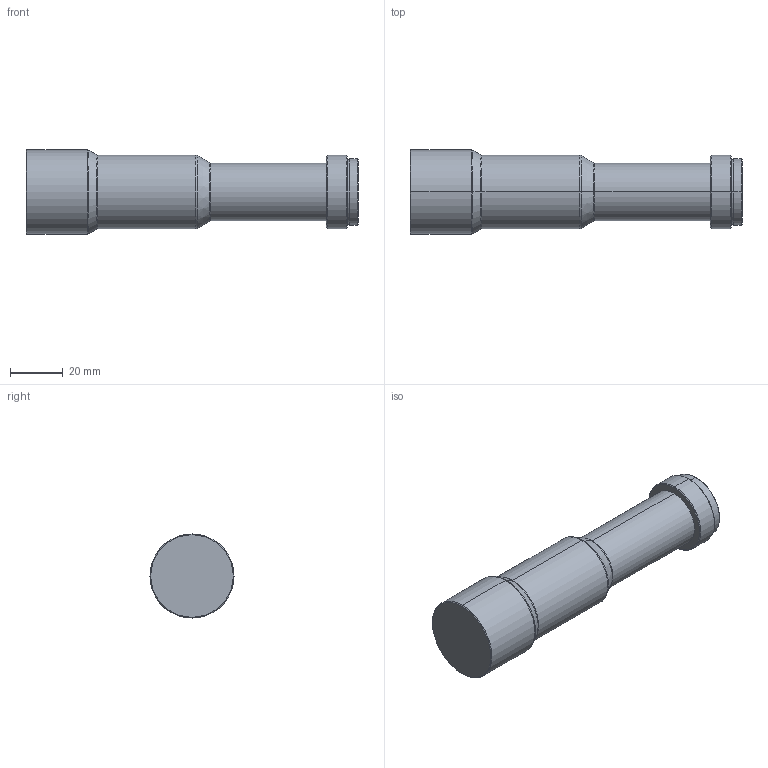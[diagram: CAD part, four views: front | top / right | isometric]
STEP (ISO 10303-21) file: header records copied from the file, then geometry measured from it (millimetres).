
FILE_DESCRIPTION (( 'STEP AP203' ), '1' );
FILE_NAME ('WWH15-108ATV3.STEP', '2021-09-09T07:47:30', ( '' ), ( '' ), 'SwSTEP 2.0', 'SolidWorks 2017', '' );
FILE_SCHEMA (( 'CONFIG_CONTROL_DESIGN' ));
Length unit declared in the file: millimetre
Products named in the file (1): WWH15-108ATV3
Bounding box: 126.4 x 32 x 32 mm (x, y, z)
Volume: 71064.9 mm3; surface area: 12300.1 mm2
Topology: 1 solids, 1 shells, 37 faces, 72 edges, 40 vertices
Faces by surface type: cone 12, cylinder 12, torus 8, plane 5
Entity records: 1019 total; most frequent: DIRECTION 196, CARTESIAN_POINT 150, ORIENTED_EDGE 144, AXIS2_PLACEMENT_3D 86, EDGE_CURVE 72, CIRCLE 48, EDGE_LOOP 40, VERTEX_POINT 40
